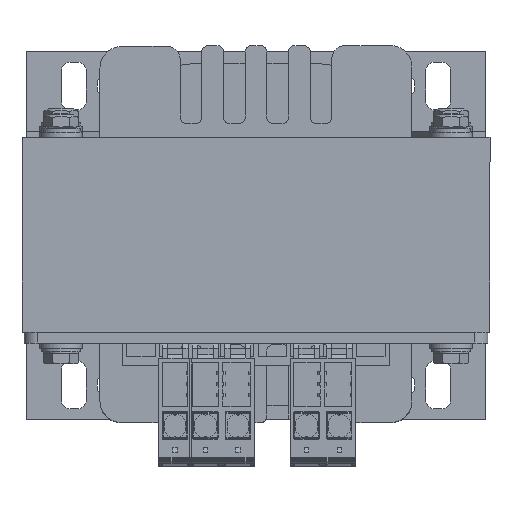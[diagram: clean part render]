
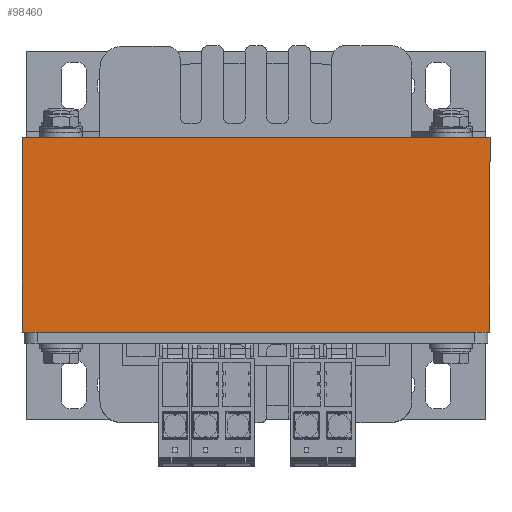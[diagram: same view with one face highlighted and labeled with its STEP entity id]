
A CAD part, top view. The second image highlights one B-rep face of the part: STEP entity #98460.
In plain terms, the highlighted planar face has unit normal (0, 0, 1).
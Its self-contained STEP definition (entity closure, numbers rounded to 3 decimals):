
#2851=FACE_OUTER_BOUND('',#7874,.T.);
#7874=EDGE_LOOP('',(#61329,#61330,#61331,#61332));
#13112=LINE('',#135317,#25579);
#13143=LINE('',#135395,#25610);
#13144=LINE('',#135397,#25611);
#13145=LINE('',#135398,#25612);
#25579=VECTOR('',#110164,1.);
#25610=VECTOR('',#110237,1.);
#25611=VECTOR('',#110238,1.);
#25612=VECTOR('',#110239,1.);
#38045=VERTEX_POINT('',#135313);
#38047=VERTEX_POINT('',#135316);
#38073=VERTEX_POINT('',#135394);
#38074=VERTEX_POINT('',#135396);
#47220=EDGE_CURVE('',#38047,#38045,#13112,.T.);
#47259=EDGE_CURVE('',#38073,#38045,#13143,.T.);
#47260=EDGE_CURVE('',#38073,#38074,#13144,.T.);
#47261=EDGE_CURVE('',#38074,#38047,#13145,.T.);
#61329=ORIENTED_EDGE('',*,*,#47259,.F.);
#61330=ORIENTED_EDGE('',*,*,#47260,.T.);
#61331=ORIENTED_EDGE('',*,*,#47261,.T.);
#61332=ORIENTED_EDGE('',*,*,#47220,.T.);
#89366=PLANE('',#103837);
#98460=ADVANCED_FACE('',(#2851),#89366,.T.);
#103837=AXIS2_PLACEMENT_3D('',#135393,#110235,#110236);
#110164=DIRECTION('',(1.,0.,0.));
#110235=DIRECTION('center_axis',(0.,0.,1.));
#110236=DIRECTION('ref_axis',(0.,-1.,0.));
#110237=DIRECTION('',(0.,-1.,0.));
#110238=DIRECTION('',(-1.,0.,0.));
#110239=DIRECTION('',(0.,-1.,0.));
#135313=CARTESIAN_POINT('',(372.443,-104.639,62.5));
#135316=CARTESIAN_POINT('',(264.443,-104.639,62.5));
#135317=CARTESIAN_POINT('',(372.443,-104.639,62.5));
#135393=CARTESIAN_POINT('Origin',(264.443,-59.639,62.5));
#135394=CARTESIAN_POINT('',(372.443,-59.639,62.5));
#135395=CARTESIAN_POINT('',(372.443,-59.639,62.5));
#135396=CARTESIAN_POINT('',(264.443,-59.639,62.5));
#135397=CARTESIAN_POINT('',(372.443,-59.639,62.5));
#135398=CARTESIAN_POINT('',(264.443,-59.639,62.5));
